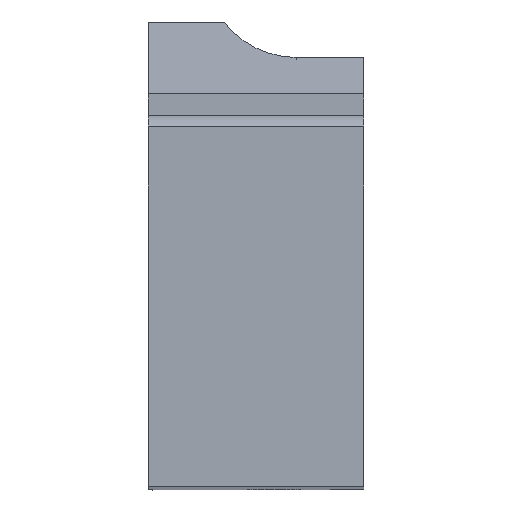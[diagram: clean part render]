
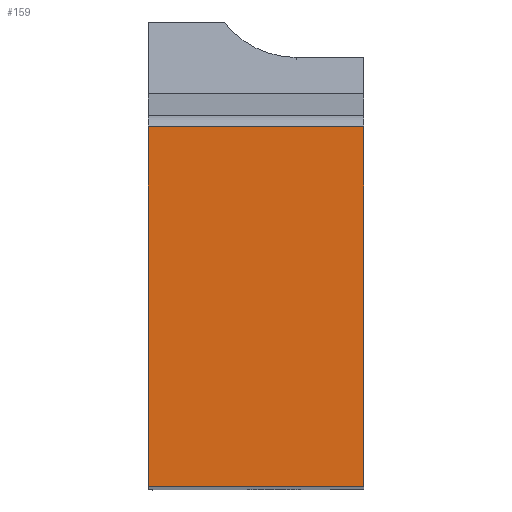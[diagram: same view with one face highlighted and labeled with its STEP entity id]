
A CAD part, top view. The second image highlights one B-rep face of the part: STEP entity #159.
In plain terms, the highlighted planar face has unit normal (0, 0, 1).
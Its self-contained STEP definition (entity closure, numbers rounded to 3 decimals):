
#159=ADVANCED_FACE('',(#279),#244,.T.);
#244=PLANE('',#1766);
#279=FACE_OUTER_BOUND('',#366,.T.);
#366=EDGE_LOOP('',(#590,#591,#592,#593));
#590=ORIENTED_EDGE('',*,*,#1226,.F.);
#591=ORIENTED_EDGE('',*,*,#1227,.T.);
#592=ORIENTED_EDGE('',*,*,#1188,.F.);
#593=ORIENTED_EDGE('',*,*,#1185,.T.);
#1022=VERTEX_POINT('',#2434);
#1023=VERTEX_POINT('',#2436);
#1025=VERTEX_POINT('',#2442);
#1054=VERTEX_POINT('',#2538);
#1185=EDGE_CURVE('',#1023,#1022,#1430,.T.);
#1188=EDGE_CURVE('',#1023,#1025,#1433,.T.);
#1226=EDGE_CURVE('',#1054,#1022,#1455,.T.);
#1227=EDGE_CURVE('',#1054,#1025,#1456,.T.);
#1430=LINE('',#2435,#1552);
#1433=LINE('',#2441,#1555);
#1455=LINE('',#2539,#1577);
#1456=LINE('',#2541,#1578);
#1552=VECTOR('',#1945,1.);
#1555=VECTOR('',#1950,1.);
#1577=VECTOR('',#2014,1.);
#1578=VECTOR('',#2017,1.);
#1766=AXIS2_PLACEMENT_3D('',#2542,#2018,#2019);
#1945=DIRECTION('',(0.,1.,0.));
#1950=DIRECTION('',(-1.,0.,0.));
#2014=DIRECTION('',(1.,0.,0.));
#2017=DIRECTION('',(0.,-1.,0.));
#2018=DIRECTION('',(0.,0.,1.));
#2019=DIRECTION('',(-1.,0.,0.));
#2434=CARTESIAN_POINT('',(0.,20.,0.));
#2435=CARTESIAN_POINT('',(0.,0.,0.));
#2436=CARTESIAN_POINT('',(0.,0.,0.));
#2441=CARTESIAN_POINT('',(0.,0.,0.));
#2442=CARTESIAN_POINT('',(-12.,0.,0.));
#2538=CARTESIAN_POINT('',(-12.,20.,0.));
#2539=CARTESIAN_POINT('',(-12.,20.,0.));
#2541=CARTESIAN_POINT('',(-12.,20.,0.));
#2542=CARTESIAN_POINT('',(-6.,10.,0.));
